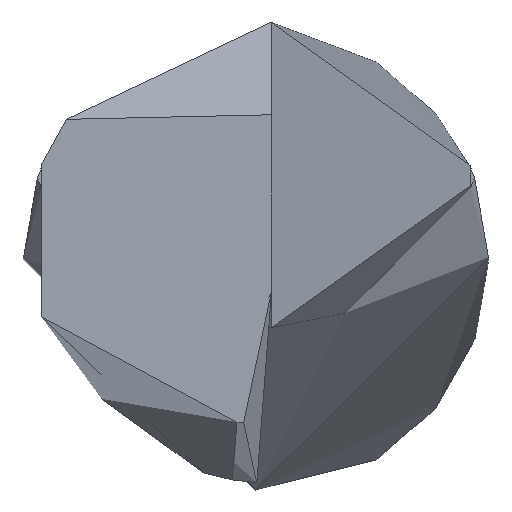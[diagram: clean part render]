
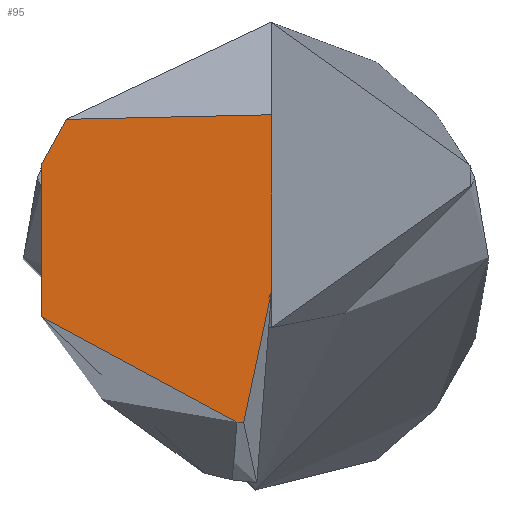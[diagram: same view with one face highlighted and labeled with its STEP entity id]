
A CAD part, top view. The second image highlights one B-rep face of the part: STEP entity #95.
In plain terms, the highlighted planar face has unit normal (-0.052, 0.017, 0.999).
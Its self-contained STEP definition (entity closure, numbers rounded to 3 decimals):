
#22 = CARTESIAN_POINT ( 'NONE',  ( -0.209, -1.586, -0.035 ) ) ;
#38 = CARTESIAN_POINT ( 'NONE',  ( 0.101, 1.792, -0.078 ) ) ;
#47 = CARTESIAN_POINT ( 'NONE',  ( -0.246, -2.17, -0.027 ) ) ;
#48 = EDGE_LOOP ( 'NONE', ( #104, #585, #278, #1111, #389, #76, #186 ) ) ;
#53 = CARTESIAN_POINT ( 'NONE',  ( 0.01, -8., 0.088 ) ) ;
#54 = CARTESIAN_POINT ( 'NONE',  ( -1.084, -1.973, -0.074 ) ) ;
#57 = VECTOR ( 'NONE', #443, 1000. ) ;
#68 = EDGE_CURVE ( 'NONE', #901, #433, #461, .T. ) ;
#76 = ORIENTED_EDGE ( 'NONE', *, *, #131, .F. ) ;
#95 = ADVANCED_FACE ( 'NONE', ( #1190 ), #738, .F. ) ;
#104 = ORIENTED_EDGE ( 'NONE', *, *, #1207, .F. ) ;
#122 = VERTEX_POINT ( 'NONE', #535 ) ;
#131 = EDGE_CURVE ( 'NONE', #1020, #433, #913, .T. ) ;
#137 = CARTESIAN_POINT ( 'NONE',  ( -2.216, -1.381, -0.144 ) ) ;
#144 = CARTESIAN_POINT ( 'NONE',  ( 0.2, -0.001, -0.042 ) ) ;
#158 = EDGE_CURVE ( 'NONE', #217, #1147, #927, .T. ) ;
#171 =( BOUNDED_CURVE ( )  B_SPLINE_CURVE ( 3, ( #1269, #1046, #288, #1070 ),
 .UNSPECIFIED., .F., .T. ) 
 B_SPLINE_CURVE_WITH_KNOTS ( ( 4, 4 ),
 ( 0.073, 0.296 ),
 .UNSPECIFIED. ) 
 CURVE ( )  GEOMETRIC_REPRESENTATION_ITEM ( )  RATIONAL_B_SPLINE_CURVE ( ( 1., 0.996, 0.996, 1. ) ) 
 REPRESENTATION_ITEM ( '' )  );
#173 = CARTESIAN_POINT ( 'NONE',  ( -1.74, -1.697, -0.114 ) ) ;
#186 = ORIENTED_EDGE ( 'NONE', *, *, #947, .F. ) ;
#217 = VERTEX_POINT ( 'NONE', #592 ) ;
#234 = CARTESIAN_POINT ( 'NONE',  ( -2.769, -0.812, -0.183 ) ) ;
#235 = CARTESIAN_POINT ( 'NONE',  ( -0.205, -2.174, -0.025 ) ) ;
#265 = CARTESIAN_POINT ( 'NONE',  ( -1.542, -1.795, -0.102 ) ) ;
#272 = CARTESIAN_POINT ( 'NONE',  ( -1.566, -1.784, -0.103 ) ) ;
#278 = ORIENTED_EDGE ( 'NONE', *, *, #706, .T. ) ;
#288 = CARTESIAN_POINT ( 'NONE',  ( -2.576, 1.554, -0.214 ) ) ;
#291 = VECTOR ( 'NONE', #1217, 1000. ) ;
#308 = CARTESIAN_POINT ( 'NONE',  ( -2.769, 1.153, -0.217 ) ) ;
#335 = CARTESIAN_POINT ( 'NONE',  ( -0.159, -2.178, -0.022 ) ) ;
#345 = CARTESIAN_POINT ( 'NONE',  ( -2.552, -1.08, -0.167 ) ) ;
#348 = CARTESIAN_POINT ( 'NONE',  ( -2.243, -1.359, -0.146 ) ) ;
#358 = CARTESIAN_POINT ( 'NONE',  ( -0.909, -2.025, -0.064 ) ) ;
#367 = CARTESIAN_POINT ( 'NONE',  ( -0.488, -2.128, -0.04 ) ) ;
#378 = CARTESIAN_POINT ( 'NONE',  ( -1.551, -1.791, -0.102 ) ) ;
#389 = ORIENTED_EDGE ( 'NONE', *, *, #68, .T. ) ;
#426 = CARTESIAN_POINT ( 'NONE',  ( -0.228, -2.172, -0.026 ) ) ;
#433 = VERTEX_POINT ( 'NONE', #753 ) ;
#435 = CARTESIAN_POINT ( 'NONE',  ( -2.09, -1.479, -0.136 ) ) ;
#443 = DIRECTION ( 'NONE',  ( 0., 1., -0.017 ) ) ;
#459 = CARTESIAN_POINT ( 'NONE',  ( -0.983, -2.004, -0.069 ) ) ;
#461 = LINE ( 'NONE', #144, #57 ) ;
#469 = CARTESIAN_POINT ( 'NONE',  ( -1.639, -1.748, -0.107 ) ) ;
#510 = B_SPLINE_CURVE_WITH_KNOTS ( 'NONE', 3,
 ( #47, #817, #517, #426, #235, #523, #335 ),
 .UNSPECIFIED., .F., .F.,
 ( 4, 3, 4 ),
 ( 0.001, 0.001, 0.001 ),
 .UNSPECIFIED. ) ;
#517 = CARTESIAN_POINT ( 'NONE',  ( -0.234, -2.171, -0.026 ) ) ;
#523 = CARTESIAN_POINT ( 'NONE',  ( -0.182, -2.176, -0.024 ) ) ;
#535 = CARTESIAN_POINT ( 'NONE',  ( -0.159, -2.178, -0.022 ) ) ;
#585 = ORIENTED_EDGE ( 'NONE', *, *, #158, .T. ) ;
#592 = CARTESIAN_POINT ( 'NONE',  ( -2.769, -0.812, -0.183 ) ) ;
#619 = CARTESIAN_POINT ( 'NONE',  ( -0.246, -2.17, -0.027 ) ) ;
#632 = CARTESIAN_POINT ( 'NONE',  ( -2.769, -8.002, -0.058 ) ) ;
#640 = AXIS2_PLACEMENT_3D ( 'NONE', #53, #1024, #834 ) ;
#643 = CARTESIAN_POINT ( 'NONE',  ( -2.376, -1.247, -0.155 ) ) ;
#650 = CARTESIAN_POINT ( 'NONE',  ( -1.588, -1.773, -0.104 ) ) ;
#661 = CARTESIAN_POINT ( 'NONE',  ( -1.436, -1.844, -0.095 ) ) ;
#664 = EDGE_CURVE ( 'NONE', #122, #901, #1171, .T. ) ;
#706 = EDGE_CURVE ( 'NONE', #1147, #122, #510, .T. ) ;
#708 = CARTESIAN_POINT ( 'NONE',  ( -0.086, -1.004, -0.039 ) ) ;
#738 = PLANE ( 'NONE',  #640 ) ;
#753 = CARTESIAN_POINT ( 'NONE',  ( 0.2, 1.794, -0.073 ) ) ;
#761 = LINE ( 'NONE', #632, #1092 ) ;
#817 = CARTESIAN_POINT ( 'NONE',  ( -0.24, -2.171, -0.027 ) ) ;
#829 = CARTESIAN_POINT ( 'NONE',  ( -2.284, -1.326, -0.149 ) ) ;
#834 = DIRECTION ( 'NONE',  ( -0.999, 0., -0.052 ) ) ;
#842 = CARTESIAN_POINT ( 'NONE',  ( 0.2, -0.483, -0.033 ) ) ;
#856 = CARTESIAN_POINT ( 'NONE',  ( -0.885, -2.031, -0.063 ) ) ;
#901 = VERTEX_POINT ( 'NONE', #842 ) ;
#913 = LINE ( 'NONE', #38, #291 ) ;
#927 = B_SPLINE_CURVE_WITH_KNOTS ( 'NONE', 3,
 ( #234, #1009, #345, #643, #829, #348, #137, #1012, #435, #1018, #173, #469, #650, #272, #378, #265, #661, #1128, #54, #459, #1052, #358, #1137, #856, #958, #367, #956 ),
 .UNSPECIFIED., .F., .F.,
 ( 4, 1, 1, 1, 2, 2, 1, 1, 1, 1, 2, 2, 1, 1, 1, 1, 2, 2, 4 ),
 ( 0., 0.125, 0.187, 0.219, 0.234, 0.25, 0.375, 0.437, 0.469, 0.484, 0.492, 0.5, 0.625, 0.687, 0.719, 0.734, 0.742, 0.75, 1. ),
 .UNSPECIFIED. ) ;
#947 = EDGE_CURVE ( 'NONE', #1085, #1020, #171, .T. ) ;
#956 = CARTESIAN_POINT ( 'NONE',  ( -0.246, -2.17, -0.027 ) ) ;
#958 = CARTESIAN_POINT ( 'NONE',  ( -0.699, -2.082, -0.052 ) ) ;
#982 = CARTESIAN_POINT ( 'NONE',  ( -0.159, -2.178, -0.022 ) ) ;
#1009 = CARTESIAN_POINT ( 'NONE',  ( -2.687, -0.923, -0.177 ) ) ;
#1012 = CARTESIAN_POINT ( 'NONE',  ( -2.201, -1.393, -0.143 ) ) ;
#1018 = CARTESIAN_POINT ( 'NONE',  ( -1.934, -1.586, -0.126 ) ) ;
#1020 = VERTEX_POINT ( 'NONE', #1143 ) ;
#1024 = DIRECTION ( 'NONE',  ( 0.052, -0.017, -0.998 ) ) ;
#1046 = CARTESIAN_POINT ( 'NONE',  ( -2.684, 1.359, -0.216 ) ) ;
#1052 = CARTESIAN_POINT ( 'NONE',  ( -0.931, -2.019, -0.066 ) ) ;
#1070 = CARTESIAN_POINT ( 'NONE',  ( -2.447, 1.736, -0.211 ) ) ;
#1085 = VERTEX_POINT ( 'NONE', #308 ) ;
#1092 = VECTOR ( 'NONE', #1214, 1000. ) ;
#1111 = ORIENTED_EDGE ( 'NONE', *, *, #664, .T. ) ;
#1128 = CARTESIAN_POINT ( 'NONE',  ( -1.279, -1.908, -0.086 ) ) ;
#1137 = CARTESIAN_POINT ( 'NONE',  ( -0.895, -2.029, -0.063 ) ) ;
#1143 = CARTESIAN_POINT ( 'NONE',  ( -2.447, 1.736, -0.211 ) ) ;
#1147 = VERTEX_POINT ( 'NONE', #619 ) ;
#1171 =( BOUNDED_CURVE ( )  B_SPLINE_CURVE ( 3, ( #982, #22, #708, #1180 ),
 .UNSPECIFIED., .F., .F. ) 
 B_SPLINE_CURVE_WITH_KNOTS ( ( 4, 4 ),
 ( 2.736, 3.322 ),
 .UNSPECIFIED. ) 
 CURVE ( )  GEOMETRIC_REPRESENTATION_ITEM ( )  RATIONAL_B_SPLINE_CURVE ( ( 1., 0.972, 0.972, 1. ) ) 
 REPRESENTATION_ITEM ( '' )  );
#1180 = CARTESIAN_POINT ( 'NONE',  ( 0.2, -0.483, -0.033 ) ) ;
#1190 = FACE_OUTER_BOUND ( 'NONE', #48, .T. ) ;
#1207 = EDGE_CURVE ( 'NONE', #217, #1085, #761, .T. ) ;
#1214 = DIRECTION ( 'NONE',  ( 0., 1., -0.017 ) ) ;
#1217 = DIRECTION ( 'NONE',  ( 0.998, 0.022, 0.052 ) ) ;
#1269 = CARTESIAN_POINT ( 'NONE',  ( -2.769, 1.153, -0.217 ) ) ;
